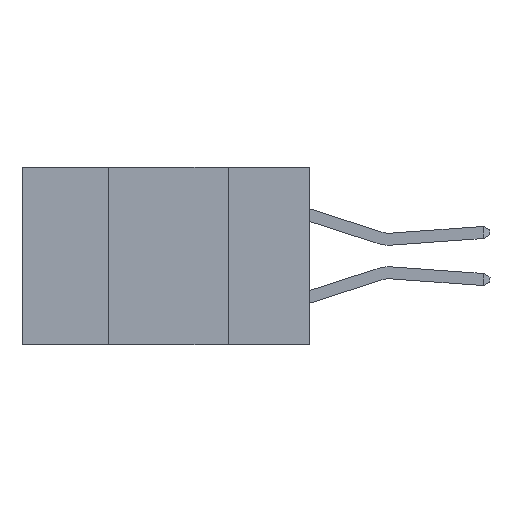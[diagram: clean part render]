
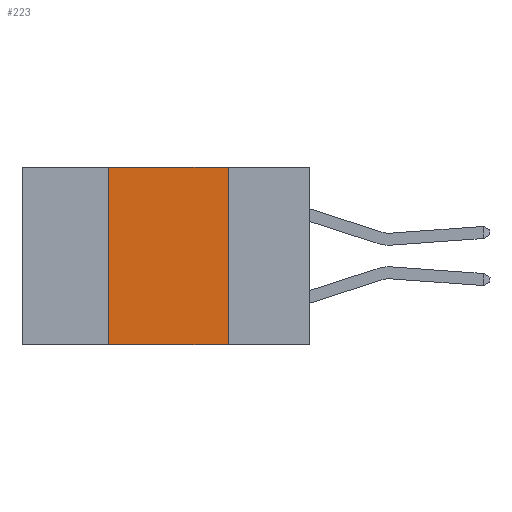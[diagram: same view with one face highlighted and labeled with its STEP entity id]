
A CAD part, left-side view. The second image highlights one B-rep face of the part: STEP entity #223.
In plain terms, the highlighted planar face has unit normal (-1, 0, 0).
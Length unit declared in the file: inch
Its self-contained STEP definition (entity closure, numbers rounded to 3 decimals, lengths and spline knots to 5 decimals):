
#223 = ADVANCED_FACE ( 'NONE', ( #22859 ), #920, .F. ) ;
#455 = CARTESIAN_POINT ( 'NONE',  ( 0., 0.17, 0. ) ) ;
#920 = PLANE ( 'NONE',  #22766 ) ;
#1123 = CARTESIAN_POINT ( 'NONE',  ( 0., 0.6, 0. ) ) ;
#2113 = ORIENTED_EDGE ( 'NONE', *, *, #3633, .F. ) ;
#3633 = EDGE_CURVE ( 'NONE', #3961, #20958, #23438, .T. ) ;
#3961 = VERTEX_POINT ( 'NONE', #455 ) ;
#4583 = VERTEX_POINT ( 'NONE', #17569 ) ;
#4697 = VECTOR ( 'NONE', #20798, 39.37008 ) ;
#5196 = DIRECTION ( 'NONE',  ( 0., 0., -1. ) ) ;
#5429 = DIRECTION ( 'NONE',  ( 0., 0., 1. ) ) ;
#6422 = CARTESIAN_POINT ( 'NONE',  ( 0., 0.6, 0. ) ) ;
#11381 = ORIENTED_EDGE ( 'NONE', *, *, #27092, .F. ) ;
#11681 = DIRECTION ( 'NONE',  ( 0., -1., 0. ) ) ;
#11707 = ORIENTED_EDGE ( 'NONE', *, *, #29683, .T. ) ;
#12394 = CARTESIAN_POINT ( 'NONE',  ( 0., 0.17, -0.37 ) ) ;
#13846 = CARTESIAN_POINT ( 'NONE',  ( 0., 0.17, 0. ) ) ;
#16738 = VERTEX_POINT ( 'NONE', #20407 ) ;
#17569 = CARTESIAN_POINT ( 'NONE',  ( 0., 0.42, -0.37 ) ) ;
#20407 = CARTESIAN_POINT ( 'NONE',  ( 0., 0.42, 0. ) ) ;
#20798 = DIRECTION ( 'NONE',  ( 0., -1., 0. ) ) ;
#20958 = VERTEX_POINT ( 'NONE', #12394 ) ;
#22766 = AXIS2_PLACEMENT_3D ( 'NONE', #6422, #30791, #5196 ) ;
#22859 = FACE_OUTER_BOUND ( 'NONE', #25512, .T. ) ;
#23129 = LINE ( 'NONE', #23868, #29436 ) ;
#23340 = EDGE_CURVE ( 'NONE', #4583, #16738, #31057, .T. ) ;
#23438 = LINE ( 'NONE', #13846, #28274 ) ;
#23456 = DIRECTION ( 'NONE',  ( 0., 0., -1. ) ) ;
#23868 = CARTESIAN_POINT ( 'NONE',  ( 0., 0.6, -0.37 ) ) ;
#24787 = VECTOR ( 'NONE', #5429, 39.37008 ) ;
#25512 = EDGE_LOOP ( 'NONE', ( #2113, #11381, #26951, #11707 ) ) ;
#26951 = ORIENTED_EDGE ( 'NONE', *, *, #23340, .F. ) ;
#27092 = EDGE_CURVE ( 'NONE', #16738, #3961, #29741, .T. ) ;
#28274 = VECTOR ( 'NONE', #23456, 39.37008 ) ;
#29436 = VECTOR ( 'NONE', #11681, 39.37008 ) ;
#29604 = CARTESIAN_POINT ( 'NONE',  ( 0., 0.42, 0. ) ) ;
#29683 = EDGE_CURVE ( 'NONE', #4583, #20958, #23129, .T. ) ;
#29741 = LINE ( 'NONE', #1123, #4697 ) ;
#30791 = DIRECTION ( 'NONE',  ( 1., 0., 0. ) ) ;
#31057 = LINE ( 'NONE', #29604, #24787 ) ;
